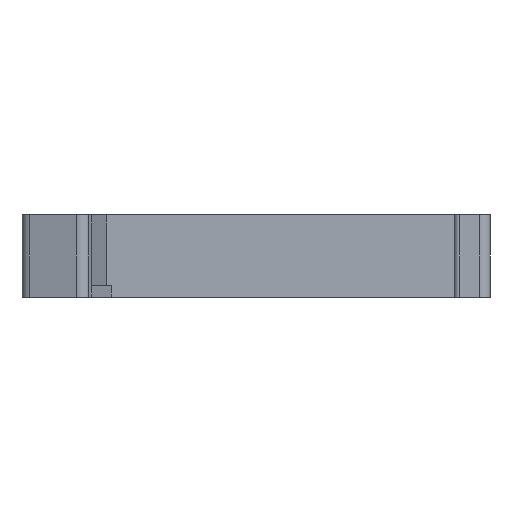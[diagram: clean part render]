
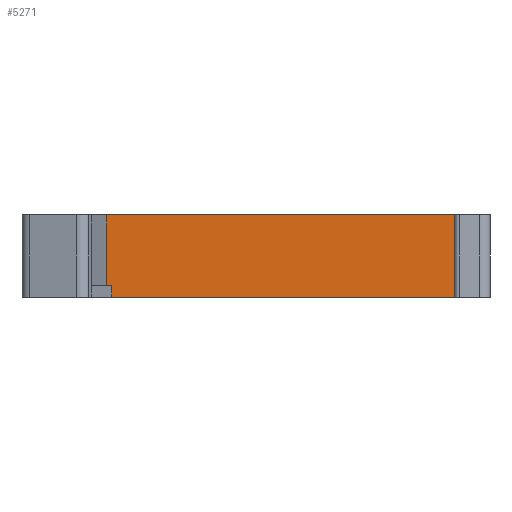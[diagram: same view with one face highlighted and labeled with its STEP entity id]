
A CAD part, front view. The second image highlights one B-rep face of the part: STEP entity #5271.
In plain terms, the highlighted planar face has unit normal (0, -1, 0).
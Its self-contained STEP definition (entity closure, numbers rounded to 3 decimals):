
#320=DIRECTION('',(1.,0.,0.));
#321=VECTOR('',#320,35.295);
#322=CARTESIAN_POINT('',(70.575,80.064,0.));
#323=LINE('',#322,#321);
#1812=DIRECTION('',(-1.,0.,0.));
#1813=VECTOR('',#1812,35.);
#1814=CARTESIAN_POINT('',(105.87,80.064,-8.));
#1815=LINE('',#1814,#1813);
#2088=DIRECTION('',(0.,0.,1.));
#2089=VECTOR('',#2088,8.);
#2090=CARTESIAN_POINT('',(105.87,80.064,-8.));
#2091=LINE('',#2090,#2089);
#2102=DIRECTION('',(0.,0.,1.));
#2103=VECTOR('',#2102,6.9);
#2104=CARTESIAN_POINT('',(70.575,80.064,-6.9));
#2105=LINE('',#2104,#2103);
#2202=DIRECTION('',(-1.,0.,0.));
#2203=VECTOR('',#2202,0.295);
#2204=CARTESIAN_POINT('',(70.87,80.064,-6.9));
#2205=LINE('',#2204,#2203);
#2244=DIRECTION('',(0.,0.,1.));
#2245=VECTOR('',#2244,1.1);
#2246=CARTESIAN_POINT('',(70.87,80.064,-8.));
#2247=LINE('',#2246,#2245);
#2824=CARTESIAN_POINT('',(70.87,80.064,-6.9));
#2825=VERTEX_POINT('',#2824);
#2826=CARTESIAN_POINT('',(70.87,80.064,-8.));
#2827=VERTEX_POINT('',#2826);
#2828=CARTESIAN_POINT('',(70.575,80.064,0.));
#2830=VERTEX_POINT('',#2828);
#2832=CARTESIAN_POINT('',(70.575,80.064,-6.9));
#2833=VERTEX_POINT('',#2832);
#2836=CARTESIAN_POINT('',(105.87,80.064,0.));
#2838=VERTEX_POINT('',#2836);
#2842=CARTESIAN_POINT('',(105.87,80.064,-8.));
#2843=VERTEX_POINT('',#2842);
#5255=CARTESIAN_POINT('',(70.575,80.064,0.));
#5256=DIRECTION('',(0.,-1.,0.));
#5257=DIRECTION('',(-1.,0.,0.));
#5258=AXIS2_PLACEMENT_3D('',#5255,#5256,#5257);
#5259=PLANE('',#5258);
#5261=ORIENTED_EDGE('',*,*,#5260,.T.);
#5262=ORIENTED_EDGE('',*,*,#3318,.T.);
#5263=ORIENTED_EDGE('',*,*,#5240,.F.);
#5264=ORIENTED_EDGE('',*,*,#4805,.T.);
#5266=ORIENTED_EDGE('',*,*,#5265,.T.);
#5268=ORIENTED_EDGE('',*,*,#5267,.T.);
#5269=EDGE_LOOP('',(#5261,#5262,#5263,#5264,#5266,#5268));
#5270=FACE_OUTER_BOUND('',#5269,.F.);
#3318=EDGE_CURVE('',#2830,#2838,#323,.T.);
#4805=EDGE_CURVE('',#2843,#2827,#1815,.T.);
#5240=EDGE_CURVE('',#2843,#2838,#2091,.T.);
#5260=EDGE_CURVE('',#2833,#2830,#2105,.T.);
#5265=EDGE_CURVE('',#2827,#2825,#2247,.T.);
#5267=EDGE_CURVE('',#2825,#2833,#2205,.T.);
#5271=ADVANCED_FACE('',(#5270),#5259,.T.);
